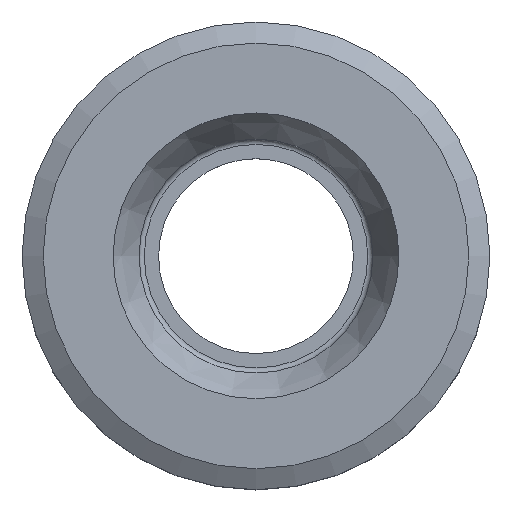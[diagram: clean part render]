
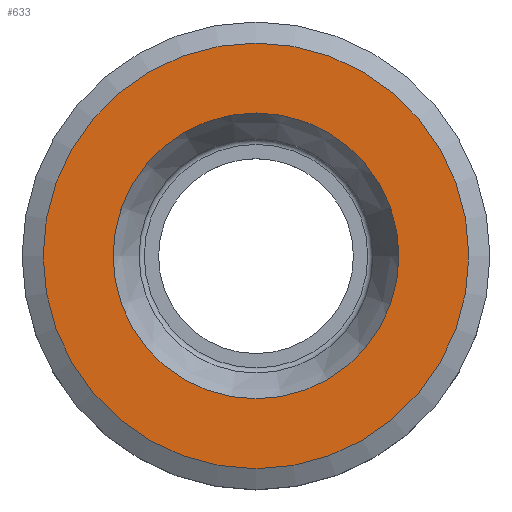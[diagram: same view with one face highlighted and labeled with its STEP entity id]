
A CAD part, top view. The second image highlights one B-rep face of the part: STEP entity #633.
In plain terms, the highlighted planar face has unit normal (0, 0, 1).
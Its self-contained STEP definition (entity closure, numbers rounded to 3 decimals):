
#172=ORIENTED_EDGE('',*,*,#321,.F.);
#173=ORIENTED_EDGE('',*,*,#322,.T.);
#321=EDGE_CURVE('',#397,#397,#455,.T.);
#322=EDGE_CURVE('',#398,#398,#456,.T.);
#397=VERTEX_POINT('',#1129);
#398=VERTEX_POINT('',#1131);
#455=CIRCLE('',#724,5.5);
#456=CIRCLE('',#725,8.19);
#509=EDGE_LOOP('',(#172));
#510=EDGE_LOOP('',(#173));
#573=FACE_BOUND('',#509,.T.);
#574=FACE_BOUND('',#510,.T.);
#609=PLANE('',#723);
#633=ADVANCED_FACE('',(#573,#574),#609,.T.);
#723=AXIS2_PLACEMENT_3D('',#1127,#897,#898);
#724=AXIS2_PLACEMENT_3D('',#1128,#899,#900);
#725=AXIS2_PLACEMENT_3D('',#1130,#901,#902);
#897=DIRECTION('',(0.,0.,1.));
#898=DIRECTION('',(1.,0.,0.));
#899=DIRECTION('',(0.,0.,1.));
#900=DIRECTION('',(0.,-1.,0.));
#901=DIRECTION('',(0.,0.,1.));
#902=DIRECTION('',(1.,0.,0.));
#1127=CARTESIAN_POINT('',(0.,0.,9.15));
#1128=CARTESIAN_POINT('',(0.,0.,9.15));
#1129=CARTESIAN_POINT('',(0.,-5.5,9.15));
#1130=CARTESIAN_POINT('',(0.,0.,9.15));
#1131=CARTESIAN_POINT('',(8.19,0.,9.15));
